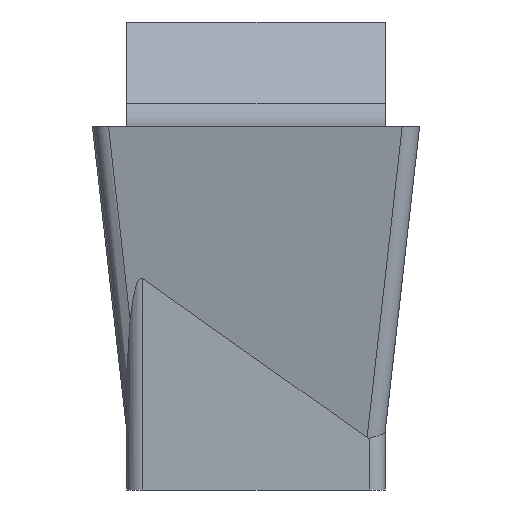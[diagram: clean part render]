
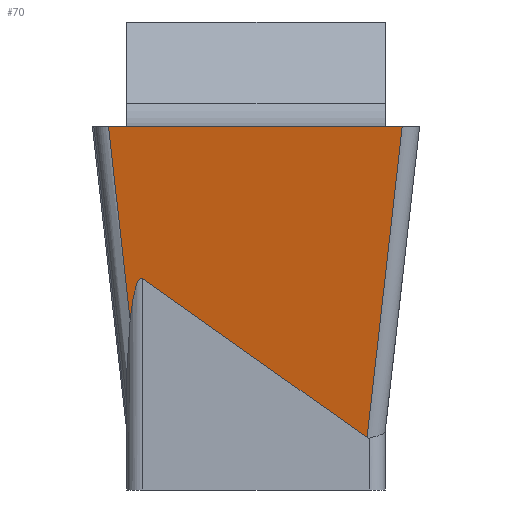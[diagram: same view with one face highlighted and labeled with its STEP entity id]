
A CAD part, front view. The second image highlights one B-rep face of the part: STEP entity #70.
In plain terms, the highlighted planar face has unit normal (-0.086, -0.989, -0.122).
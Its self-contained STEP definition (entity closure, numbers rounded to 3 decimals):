
#70=ADVANCED_FACE('I235_3D2C_HEAD_LEFT_SU2',(#124),#97,.F.);
#97=PLANE('',#747);
#124=FACE_OUTER_BOUND('',#158,.T.);
#158=EDGE_LOOP('',(#436,#437,#438,#439,#440));
#190=ELLIPSE('',#731,1.641,0.2);
#223=LINE('',#1113,#283);
#240=LINE('',#1198,#300);
#244=LINE('',#1213,#304);
#245=LINE('',#1215,#305);
#283=VECTOR('',#826,1.);
#300=VECTOR('',#877,1.);
#304=VECTOR('',#887,1.);
#305=VECTOR('',#890,1.);
#436=ORIENTED_EDGE('',*,*,#624,.F.);
#437=ORIENTED_EDGE('',*,*,#616,.T.);
#438=ORIENTED_EDGE('',*,*,#652,.T.);
#439=ORIENTED_EDGE('',*,*,#646,.F.);
#440=ORIENTED_EDGE('',*,*,#653,.T.);
#548=VERTEX_POINT('',#1114);
#549=VERTEX_POINT('',#1115);
#554=VERTEX_POINT('',#1145);
#566=VERTEX_POINT('',#1197);
#567=VERTEX_POINT('',#1199);
#616=EDGE_CURVE('',#548,#549,#223,.T.);
#624=EDGE_CURVE('',#548,#554,#190,.T.);
#646=EDGE_CURVE('',#566,#567,#240,.T.);
#652=EDGE_CURVE('',#549,#567,#244,.T.);
#653=EDGE_CURVE('',#566,#554,#245,.T.);
#731=AXIS2_PLACEMENT_3D('',#1144,#840,#841);
#747=AXIS2_PLACEMENT_3D('',#1216,#891,#892);
#826=DIRECTION('',(0.815,0.,-0.579));
#840=DIRECTION('',(-0.087,-0.989,-0.122));
#841=DIRECTION('',(-0.011,-0.121,0.993));
#877=DIRECTION('',(0.996,-0.087,0.));
#887=DIRECTION('',(0.111,-0.131,0.985));
#890=DIRECTION('',(0.11,0.112,-0.988));
#891=DIRECTION('',(0.087,0.989,0.122));
#892=DIRECTION('',(-0.111,0.131,-0.985));
#1113=CARTESIAN_POINT('',(-1.356,0.353,-1.91));
#1114=CARTESIAN_POINT('',(-1.4,0.353,-1.879));
#1115=CARTESIAN_POINT('',(1.374,0.353,-3.848));
#1144=CARTESIAN_POINT('',(-1.4,0.553,-3.502));
#1145=CARTESIAN_POINT('',(-1.558,0.43,-2.392));
#1197=CARTESIAN_POINT('',(-1.825,0.159,0.));
#1198=CARTESIAN_POINT('',(0.01,-0.002,0.));
#1199=CARTESIAN_POINT('',(1.809,-0.159,0.));
#1213=CARTESIAN_POINT('',(1.558,0.136,-2.22));
#1215=CARTESIAN_POINT('',(-1.536,0.452,-2.582));
#1216=CARTESIAN_POINT('',(1.784,0.12,-2.248));
